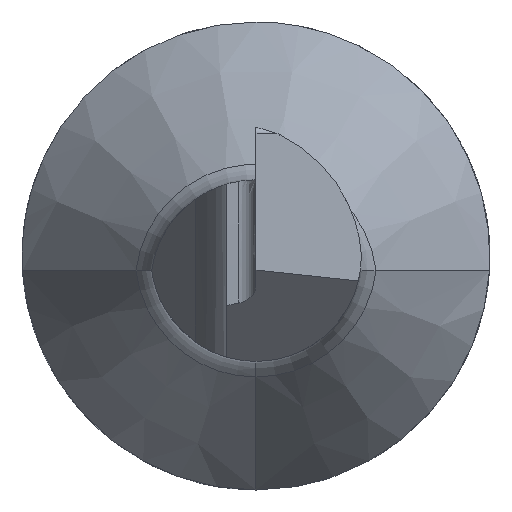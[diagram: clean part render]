
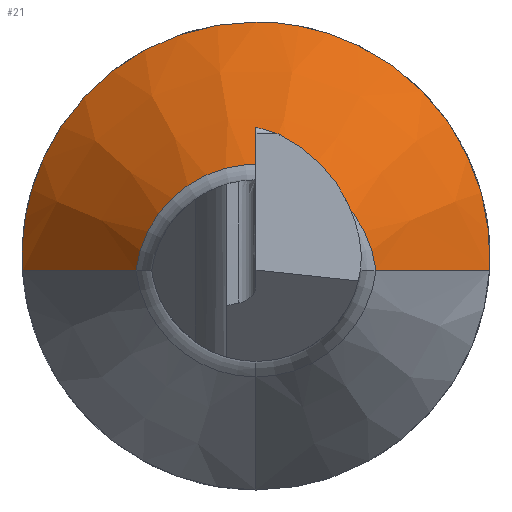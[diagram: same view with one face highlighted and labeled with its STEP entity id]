
A CAD part, left-side view. The second image highlights one B-rep face of the part: STEP entity #21.
In plain terms, the highlighted conical face has half-angle 30 degrees and reference radius 2.85 mm.
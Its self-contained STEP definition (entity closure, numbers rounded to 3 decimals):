
#6 = B_SPLINE_CURVE_WITH_KNOTS ( 'NONE', 3,
 ( #28, #23, #10, #37, #75, #78, #90 ),
 .UNSPECIFIED., .F., .F.,
 ( 4, 3, 4 ),
 ( 0., 0.001, 0.002 ),
 .UNSPECIFIED. ) ;
#10 = CARTESIAN_POINT ( 'NONE',  ( -5.705, 1.488, -0.125 ) ) ;
#16 = EDGE_CURVE ( 'NONE', #872, #699, #105, .T. ) ;
#19 = ORIENTED_EDGE ( 'NONE', *, *, #16, .T. ) ;
#20 = CARTESIAN_POINT ( 'NONE',  ( -6.5, 1.026, -0.125 ) ) ;
#21 = ADVANCED_FACE ( 'NONE', ( #311 ), #104, .T. ) ;
#23 = CARTESIAN_POINT ( 'NONE',  ( -6.103, 1.257, -0.125 ) ) ;
#28 = CARTESIAN_POINT ( 'NONE',  ( -6.5, 1.026, -0.125 ) ) ;
#37 = CARTESIAN_POINT ( 'NONE',  ( -5.308, 1.718, -0.125 ) ) ;
#42 = EDGE_CURVE ( 'NONE', #446, #604, #6, .T. ) ;
#61 = EDGE_CURVE ( 'NONE', #446, #407, #663, .T. ) ;
#75 = CARTESIAN_POINT ( 'NONE',  ( -5.147, 1.811, -0.125 ) ) ;
#77 = EDGE_LOOP ( 'NONE', ( #19, #247, #562, #197, #616 ) ) ;
#78 = CARTESIAN_POINT ( 'NONE',  ( -4.987, 1.903, -0.125 ) ) ;
#79 = CARTESIAN_POINT ( 'NONE',  ( -4.394, -0.138, 2. ) ) ;
#90 = CARTESIAN_POINT ( 'NONE',  ( -4.827, 1.996, -0.125 ) ) ;
#92 = CARTESIAN_POINT ( 'NONE',  ( -4.827, -1.996, -0.125 ) ) ;
#101 = CARTESIAN_POINT ( 'NONE',  ( -6.5, -1.026, -0.125 ) ) ;
#104 = CONICAL_SURFACE ( 'NONE', #521, 2.85, 0.524 ) ;
#105 = B_SPLINE_CURVE_WITH_KNOTS ( 'NONE', 3,
 ( #759, #396, #702, #775, #830, #850, #854, #771, #766, #762, #905, #910, #917, #921, #79, #926 ),
 .UNSPECIFIED., .F., .F.,
 ( 4, 2, 2, 2, 2, 2, 2, 4 ),
 ( 0., 0., 0.001, 0.001, 0.002, 0.002, 0.003, 0.003 ),
 .UNSPECIFIED. ) ;
#197 = ORIENTED_EDGE ( 'NONE', *, *, #61, .T. ) ;
#225 = EDGE_CURVE ( 'NONE', #699, #604, #352, .T. ) ;
#247 = ORIENTED_EDGE ( 'NONE', *, *, #225, .T. ) ;
#308 = CARTESIAN_POINT ( 'NONE',  ( -5.385, -1.673, -0.125 ) ) ;
#310 = CARTESIAN_POINT ( 'NONE',  ( -4.827, 1.996, -0.125 ) ) ;
#311 = FACE_OUTER_BOUND ( 'NONE', #77, .T. ) ;
#352 = B_SPLINE_CURVE_WITH_KNOTS ( 'NONE', 3,
 ( #758, #730, #786, #794, #772, #798, #807, #834, #838, #845, #870, #897, #913, #931 ),
 .UNSPECIFIED., .F., .F.,
 ( 4, 2, 2, 2, 2, 2, 4 ),
 ( 0.003, 0.004, 0.004, 0.005, 0.005, 0.006, 0.007 ),
 .UNSPECIFIED. ) ;
#396 = CARTESIAN_POINT ( 'NONE',  ( -4.797, -2.005, 0.01 ) ) ;
#398 = EDGE_CURVE ( 'NONE', #872, #407, #939, .T. ) ;
#407 = VERTEX_POINT ( 'NONE', #101 ) ;
#446 = VERTEX_POINT ( 'NONE', #20 ) ;
#475 = CARTESIAN_POINT ( 'NONE',  ( -6.5, 0., -0.25 ) ) ;
#477 = DIRECTION ( 'NONE',  ( 1., 0., 0. ) ) ;
#480 = DIRECTION ( 'NONE',  ( 0., 0., -1. ) ) ;
#483 = DIRECTION ( 'NONE',  ( 0., 0., -1. ) ) ;
#521 = AXIS2_PLACEMENT_3D ( 'NONE', #778, #924, #480 ) ;
#562 = ORIENTED_EDGE ( 'NONE', *, *, #42, .F. ) ;
#604 = VERTEX_POINT ( 'NONE', #310 ) ;
#616 = ORIENTED_EDGE ( 'NONE', *, *, #398, .F. ) ;
#663 = CIRCLE ( 'NONE', #972, 1.034 ) ;
#694 = CARTESIAN_POINT ( 'NONE',  ( -4.394, 0., 2. ) ) ;
#699 = VERTEX_POINT ( 'NONE', #694 ) ;
#702 = CARTESIAN_POINT ( 'NONE',  ( -4.769, -1.999, 0.145 ) ) ;
#730 = CARTESIAN_POINT ( 'NONE',  ( -4.394, 0.138, 2. ) ) ;
#749 = CARTESIAN_POINT ( 'NONE',  ( -5.943, -1.35, -0.125 ) ) ;
#752 = CARTESIAN_POINT ( 'NONE',  ( -6.5, -1.026, -0.125 ) ) ;
#758 = CARTESIAN_POINT ( 'NONE',  ( -4.394, 0., 2. ) ) ;
#759 = CARTESIAN_POINT ( 'NONE',  ( -4.827, -1.996, -0.125 ) ) ;
#762 = CARTESIAN_POINT ( 'NONE',  ( -4.479, -1.281, 1.56 ) ) ;
#764 = CARTESIAN_POINT ( 'NONE',  ( -4.827, -1.996, -0.125 ) ) ;
#766 = CARTESIAN_POINT ( 'NONE',  ( -4.538, -1.557, 1.262 ) ) ;
#771 = CARTESIAN_POINT ( 'NONE',  ( -4.561, -1.641, 1.152 ) ) ;
#772 = CARTESIAN_POINT ( 'NONE',  ( -4.415, 0.675, 1.888 ) ) ;
#775 = CARTESIAN_POINT ( 'NONE',  ( -4.713, -1.962, 0.411 ) ) ;
#778 = CARTESIAN_POINT ( 'NONE',  ( -3.355, 0., -0.25 ) ) ;
#786 = CARTESIAN_POINT ( 'NONE',  ( -4.397, 0.276, 1.986 ) ) ;
#794 = CARTESIAN_POINT ( 'NONE',  ( -4.407, 0.544, 1.929 ) ) ;
#798 = CARTESIAN_POINT ( 'NONE',  ( -4.437, 0.928, 1.777 ) ) ;
#807 = CARTESIAN_POINT ( 'NONE',  ( -4.45, 1.047, 1.71 ) ) ;
#830 = CARTESIAN_POINT ( 'NONE',  ( -4.685, -1.929, 0.544 ) ) ;
#834 = CARTESIAN_POINT ( 'NONE',  ( -4.481, 1.269, 1.552 ) ) ;
#838 = CARTESIAN_POINT ( 'NONE',  ( -4.499, 1.373, 1.46 ) ) ;
#845 = CARTESIAN_POINT ( 'NONE',  ( -4.558, 1.65, 1.162 ) ) ;
#850 = CARTESIAN_POINT ( 'NONE',  ( -4.632, -1.839, 0.798 ) ) ;
#854 = CARTESIAN_POINT ( 'NONE',  ( -4.607, -1.781, 0.92 ) ) ;
#870 = CARTESIAN_POINT ( 'NONE',  ( -4.606, 1.794, 0.924 ) ) ;
#872 = VERTEX_POINT ( 'NONE', #764 ) ;
#897 = CARTESIAN_POINT ( 'NONE',  ( -4.711, 1.974, 0.418 ) ) ;
#905 = CARTESIAN_POINT ( 'NONE',  ( -4.447, -1.052, 1.723 ) ) ;
#910 = CARTESIAN_POINT ( 'NONE',  ( -4.416, -0.676, 1.887 ) ) ;
#913 = CARTESIAN_POINT ( 'NONE',  ( -4.768, 2.013, 0.146 ) ) ;
#917 = CARTESIAN_POINT ( 'NONE',  ( -4.407, -0.543, 1.93 ) ) ;
#921 = CARTESIAN_POINT ( 'NONE',  ( -4.396, -0.274, 1.986 ) ) ;
#924 = DIRECTION ( 'NONE',  ( 1., 0., 0. ) ) ;
#926 = CARTESIAN_POINT ( 'NONE',  ( -4.394, 0., 2. ) ) ;
#931 = CARTESIAN_POINT ( 'NONE',  ( -4.827, 1.996, -0.125 ) ) ;
#939 = B_SPLINE_CURVE_WITH_KNOTS ( 'NONE', 3,
 ( #92, #308, #749, #752 ),
 .UNSPECIFIED., .F., .F.,
 ( 4, 4 ),
 ( 0., 0.002 ),
 .UNSPECIFIED. ) ;
#972 = AXIS2_PLACEMENT_3D ( 'NONE', #475, #477, #483 ) ;
